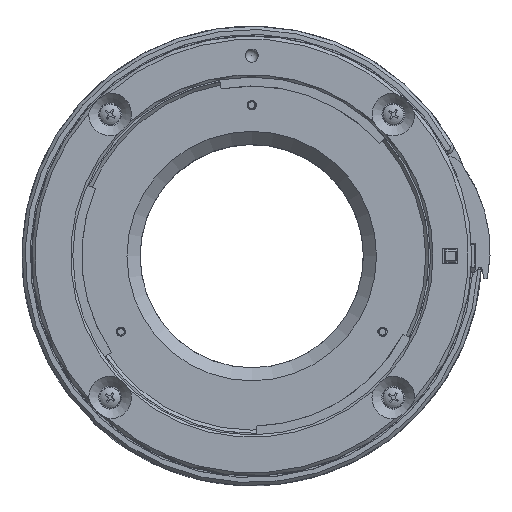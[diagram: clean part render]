
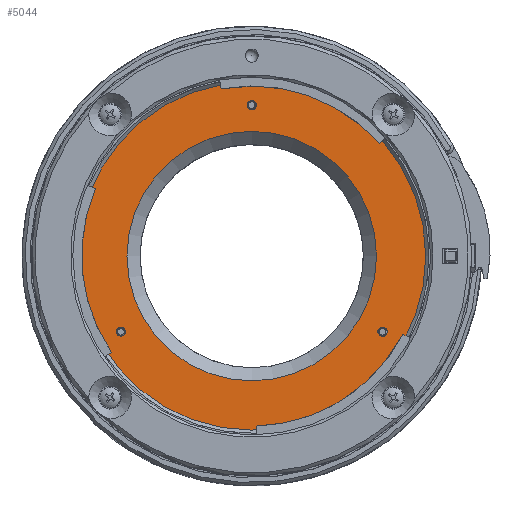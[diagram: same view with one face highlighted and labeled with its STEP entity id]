
A CAD part, top view. The second image highlights one B-rep face of the part: STEP entity #5044.
In plain terms, the highlighted planar face has unit normal (0, 0, 1).
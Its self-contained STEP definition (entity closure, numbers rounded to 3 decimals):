
#1812=ORIENTED_EDGE('',*,*,#2898,.T.);
#1813=ORIENTED_EDGE('',*,*,#2899,.T.);
#1814=ORIENTED_EDGE('',*,*,#2900,.T.);
#1815=ORIENTED_EDGE('',*,*,#2901,.T.);
#1816=ORIENTED_EDGE('',*,*,#2902,.T.);
#2898=EDGE_CURVE('',#3498,#3498,#3877,.T.);
#2899=EDGE_CURVE('',#3499,#3499,#3878,.F.);
#2900=EDGE_CURVE('',#3500,#3500,#3879,.T.);
#2901=EDGE_CURVE('',#3501,#3501,#3880,.T.);
#2902=EDGE_CURVE('',#3502,#3502,#3881,.T.);
#3498=VERTEX_POINT('',#12908);
#3499=VERTEX_POINT('',#12910);
#3500=VERTEX_POINT('',#12912);
#3501=VERTEX_POINT('',#12914);
#3502=VERTEX_POINT('',#12916);
#3877=CIRCLE('',#5604,26.5);
#3878=CIRCLE('',#5605,19.);
#3879=CIRCLE('',#5606,0.7);
#3880=CIRCLE('',#5607,0.7);
#3881=CIRCLE('',#5608,0.7);
#4144=EDGE_LOOP('',(#1812));
#4145=EDGE_LOOP('',(#1813));
#4146=EDGE_LOOP('',(#1814));
#4147=EDGE_LOOP('',(#1815));
#4148=EDGE_LOOP('',(#1816));
#4527=FACE_BOUND('',#4144,.T.);
#4528=FACE_BOUND('',#4145,.T.);
#4529=FACE_BOUND('',#4146,.T.);
#4530=FACE_BOUND('',#4147,.T.);
#4531=FACE_BOUND('',#4148,.T.);
#4807=PLANE('',#5603);
#5044=ADVANCED_FACE('',(#4527,#4528,#4529,#4530,#4531),#4807,.T.);
#5603=AXIS2_PLACEMENT_3D('',#12906,#6679,#6680);
#5604=AXIS2_PLACEMENT_3D('',#12907,#6681,#6682);
#5605=AXIS2_PLACEMENT_3D('',#12909,#6683,#6684);
#5606=AXIS2_PLACEMENT_3D('',#12911,#6685,#6686);
#5607=AXIS2_PLACEMENT_3D('',#12913,#6687,#6688);
#5608=AXIS2_PLACEMENT_3D('',#12915,#6689,#6690);
#6679=DIRECTION('',(0.,0.,1.));
#6680=DIRECTION('',(1.,0.,0.));
#6681=DIRECTION('',(0.,0.,1.));
#6682=DIRECTION('',(1.,0.,0.));
#6683=DIRECTION('',(0.,0.,1.));
#6684=DIRECTION('',(1.,0.,0.));
#6685=DIRECTION('',(0.,0.,-1.));
#6686=DIRECTION('',(-1.,0.,0.));
#6687=DIRECTION('',(0.,0.,-1.));
#6688=DIRECTION('',(-1.,0.,0.));
#6689=DIRECTION('',(0.,0.,-1.));
#6690=DIRECTION('',(-1.,0.,0.));
#12906=CARTESIAN_POINT('',(-200.,149.999,0.));
#12907=CARTESIAN_POINT('',(-0.002,-0.001,0.));
#12908=CARTESIAN_POINT('',(26.498,-0.001,0.));
#12909=CARTESIAN_POINT('',(0.,0.,0.));
#12910=CARTESIAN_POINT('',(19.,0.,0.));
#12911=CARTESIAN_POINT('',(19.92,-11.502,0.));
#12912=CARTESIAN_POINT('',(19.22,-11.502,0.));
#12913=CARTESIAN_POINT('',(0.,22.999,0.));
#12914=CARTESIAN_POINT('',(-0.7,22.999,0.));
#12915=CARTESIAN_POINT('',(-19.919,-11.502,0.));
#12916=CARTESIAN_POINT('',(-20.619,-11.502,0.));
